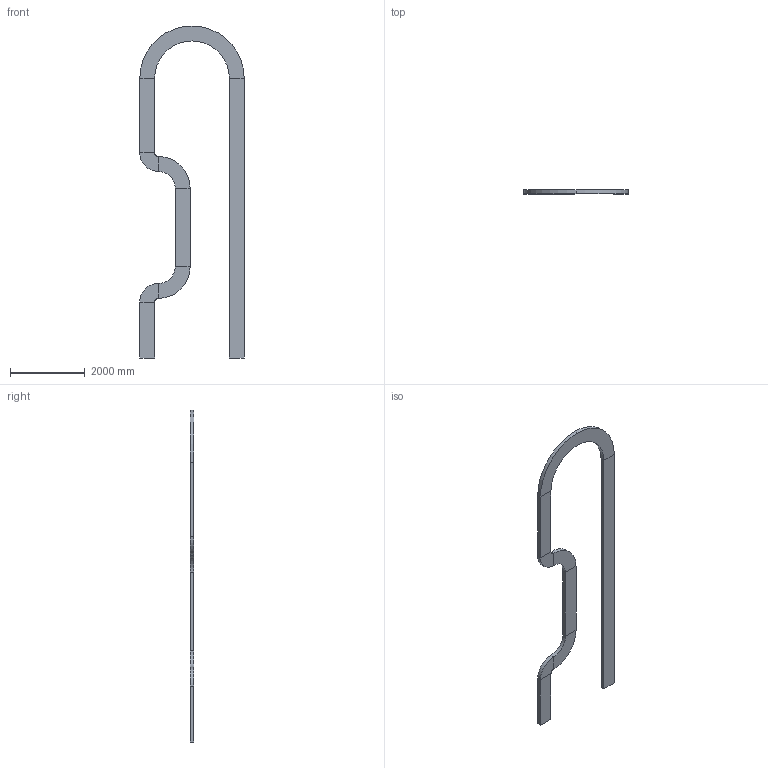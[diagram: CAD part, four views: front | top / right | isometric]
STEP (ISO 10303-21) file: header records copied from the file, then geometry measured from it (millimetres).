
FILE_DESCRIPTION (( 'STEP AP203' ), '1' );
FILE_NAME ('Obstacle Path-FLOOR.STEP', '2021-04-27T02:22:31', ( '' ), ( '' ), 'SwSTEP 2.0', 'SolidWorks 2020', '' );
FILE_SCHEMA (( 'CONFIG_CONTROL_DESIGN' ));
Length unit declared in the file: centimetre
Products named in the file (1): Obstacle Path-FLOOR
Bounding box: 2800 x 102.5 x 8900 mm (x, y, z)
Volume: 814031392.4 mm3; surface area: 20035696.3 mm2
Topology: 1 solids, 1 shells, 40 faces, 82 edges, 44 vertices
Faces by surface type: plane 28, cylinder 12
Entity records: 1091 total; most frequent: DIRECTION 188, CARTESIAN_POINT 167, ORIENTED_EDGE 164, EDGE_CURVE 82, AXIS2_PLACEMENT_3D 65, LINE 58, VECTOR 58, VERTEX_POINT 44
